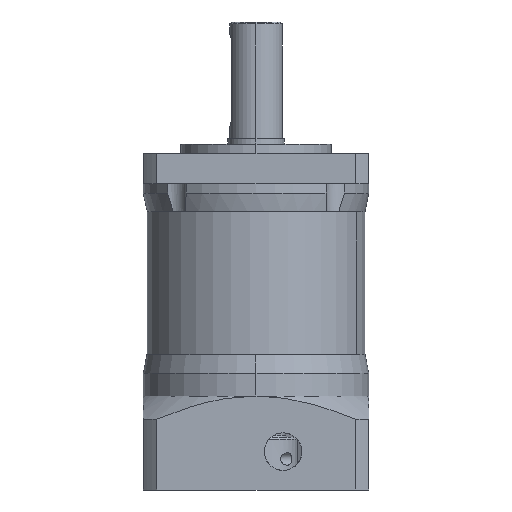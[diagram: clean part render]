
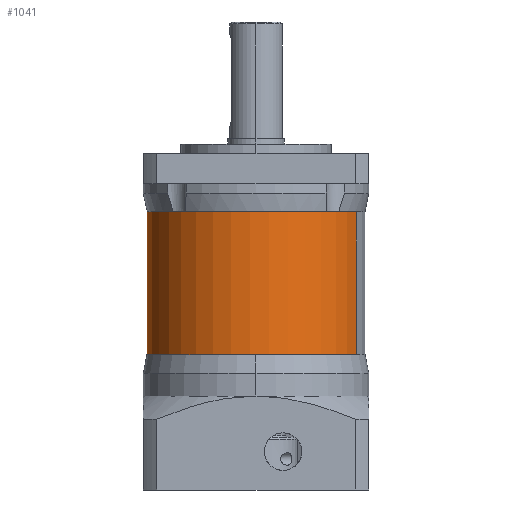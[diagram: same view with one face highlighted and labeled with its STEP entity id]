
A CAD part, left-side view. The second image highlights one B-rep face of the part: STEP entity #1041.
In plain terms, the highlighted cylindrical face has radius 29 mm (diameter 58 mm), a partial arc.
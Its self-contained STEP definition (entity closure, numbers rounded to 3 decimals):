
#39 = ORIENTED_EDGE ( 'NONE', *, *, #9160, .F. ) ;
#572 = DIRECTION ( 'NONE',  ( 0., 0., -1. ) ) ;
#815 = VECTOR ( 'NONE', #4506, 1000. ) ;
#1041 = ADVANCED_FACE ( 'NONE', ( #7569 ), #7692, .T. ) ;
#1218 = CIRCLE ( 'NONE', #8527, 29. ) ;
#1506 = EDGE_LOOP ( 'NONE', ( #39, #3008, #2513, #5503 ) ) ;
#1962 = EDGE_CURVE ( 'NONE', #6420, #9509, #8355, .T. ) ;
#1966 = CARTESIAN_POINT ( 'NONE',  ( -29., 0., 38. ) ) ;
#2513 = ORIENTED_EDGE ( 'NONE', *, *, #10437, .F. ) ;
#2514 = AXIS2_PLACEMENT_3D ( 'NONE', #5576, #6370, #5466 ) ;
#2632 = DIRECTION ( 'NONE',  ( 0., 0., 1. ) ) ;
#2637 = EDGE_CURVE ( 'NONE', #5228, #10495, #2768, .T. ) ;
#2768 = LINE ( 'NONE', #1966, #815 ) ;
#3008 = ORIENTED_EDGE ( 'NONE', *, *, #1962, .T. ) ;
#3336 = DIRECTION ( 'NONE',  ( 0., 0., -1. ) ) ;
#4506 = DIRECTION ( 'NONE',  ( 0., 0., -1. ) ) ;
#4642 = CARTESIAN_POINT ( 'NONE',  ( -29., 0., 0. ) ) ;
#4887 = CARTESIAN_POINT ( 'NONE',  ( -29., 0., 38. ) ) ;
#5228 = VERTEX_POINT ( 'NONE', #4887 ) ;
#5466 = DIRECTION ( 'NONE',  ( -1., 0., 0. ) ) ;
#5503 = ORIENTED_EDGE ( 'NONE', *, *, #2637, .F. ) ;
#5576 = CARTESIAN_POINT ( 'NONE',  ( 0., 0., 38. ) ) ;
#5863 = DIRECTION ( 'NONE',  ( -1., 0., 0. ) ) ;
#6340 = DIRECTION ( 'NONE',  ( -1., 0., 0. ) ) ;
#6370 = DIRECTION ( 'NONE',  ( 0., 0., -1. ) ) ;
#6420 = VERTEX_POINT ( 'NONE', #8889 ) ;
#6700 = CARTESIAN_POINT ( 'NONE',  ( 0., 0., 38. ) ) ;
#7292 = VECTOR ( 'NONE', #3336, 1000. ) ;
#7569 = FACE_OUTER_BOUND ( 'NONE', #1506, .T. ) ;
#7692 = CYLINDRICAL_SURFACE ( 'NONE', #2514, 29. ) ;
#8138 = CIRCLE ( 'NONE', #10607, 29. ) ;
#8157 = CARTESIAN_POINT ( 'NONE',  ( 29., 0., 0. ) ) ;
#8355 = LINE ( 'NONE', #8375, #7292 ) ;
#8375 = CARTESIAN_POINT ( 'NONE',  ( 29., 0., 38. ) ) ;
#8527 = AXIS2_PLACEMENT_3D ( 'NONE', #9725, #572, #6340 ) ;
#8889 = CARTESIAN_POINT ( 'NONE',  ( 29., 0., 38. ) ) ;
#9160 = EDGE_CURVE ( 'NONE', #6420, #5228, #8138, .T. ) ;
#9509 = VERTEX_POINT ( 'NONE', #8157 ) ;
#9725 = CARTESIAN_POINT ( 'NONE',  ( 0., 0., 0. ) ) ;
#10437 = EDGE_CURVE ( 'NONE', #10495, #9509, #1218, .T. ) ;
#10495 = VERTEX_POINT ( 'NONE', #4642 ) ;
#10607 = AXIS2_PLACEMENT_3D ( 'NONE', #6700, #2632, #5863 ) ;
